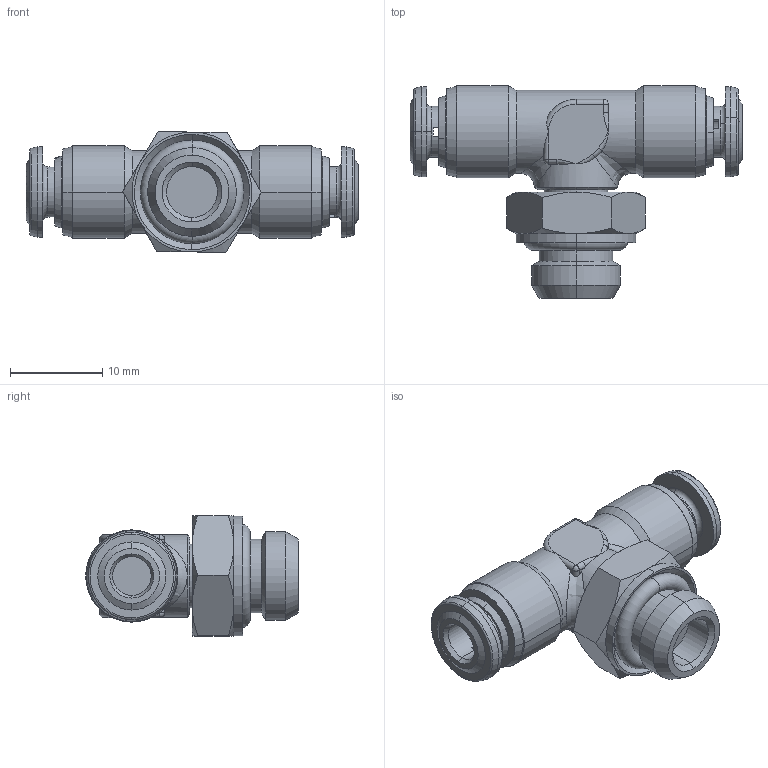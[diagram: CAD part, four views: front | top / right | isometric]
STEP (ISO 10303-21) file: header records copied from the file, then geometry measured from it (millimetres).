
FILE_DESCRIPTION (( 'STEP AP214' ), '1' );
FILE_NAME ('6021500001.step', '2012-10-16T16:34:35', ( '' ), ( '' ), 'SwSTEP 2.0', 'SolidWorks 2012', '' );
FILE_SCHEMA (( 'AUTOMOTIVE_DESIGN' ));
Length unit declared in the file: millimetre
Products named in the file (1): 6021500001
Bounding box: 36 x 23.05 x 13.08 mm (x, y, z)
Volume: 3516.8 mm3; surface area: 2396.2 mm2
Topology: 1 solids, 1 shells, 196 faces, 456 edges, 262 vertices
Faces by surface type: cone 58, cylinder 53, plane 47, torus 24, bspline 10, sphere 4
Entity records: 8172 total; most frequent: CARTESIAN_POINT 1581, DIRECTION 986, ORIENTED_EDGE 888, EDGE_CURVE 444, AXIS2_PLACEMENT_3D 419, VERTEX_POINT 262, CIRCLE 232, EDGE_LOOP 216
